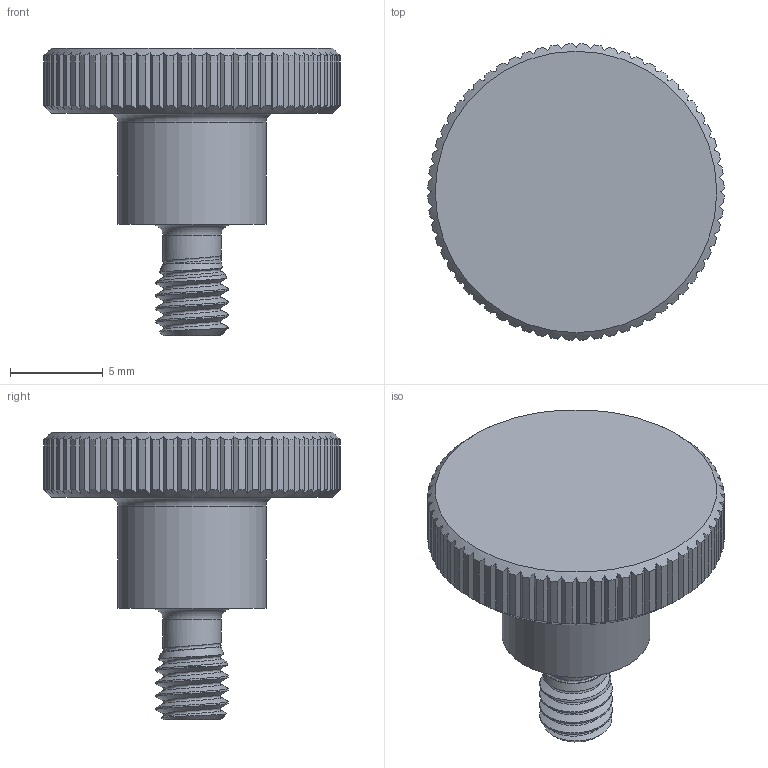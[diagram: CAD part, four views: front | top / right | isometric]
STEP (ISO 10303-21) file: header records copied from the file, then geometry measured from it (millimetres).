
FILE_DESCRIPTION(('FreeCAD Model'),'2;1');
FILE_NAME('Open CASCADE Shape Model','2025-06-25T08:44:47',('BT'),(''), 'Open CASCADE STEP processor 7.8','FreeCAD','Unknown');
FILE_SCHEMA(('AUTOMOTIVE_DESIGN { 1 0 10303 214 1 1 1 1 }'));
Length unit declared in the file: millimetre
Products named in the file (1): M4x6-Screw
Bounding box: 16 x 16 x 15.5 mm (x, y, z)
Volume: 1044.8 mm3; surface area: 813.2 mm2
Topology: 1 solids, 1 shells, 233 faces, 657 edges, 427 vertices
Faces by surface type: plane 134, cylinder 72, bspline 18, cone 7, torus 2
Full cylindrical faces by diameter (mm): 3.152 x1, 3.91 x3, 8 x1
Entity records: 9444 total; most frequent: CARTESIAN_POINT 3191, DIRECTION 1437, ORIENTED_EDGE 1312, EDGE_CURVE 656, AXIS2_PLACEMENT_3D 615, VERTEX_POINT 427, HYPERBOLA 256, FACE_BOUND 235
